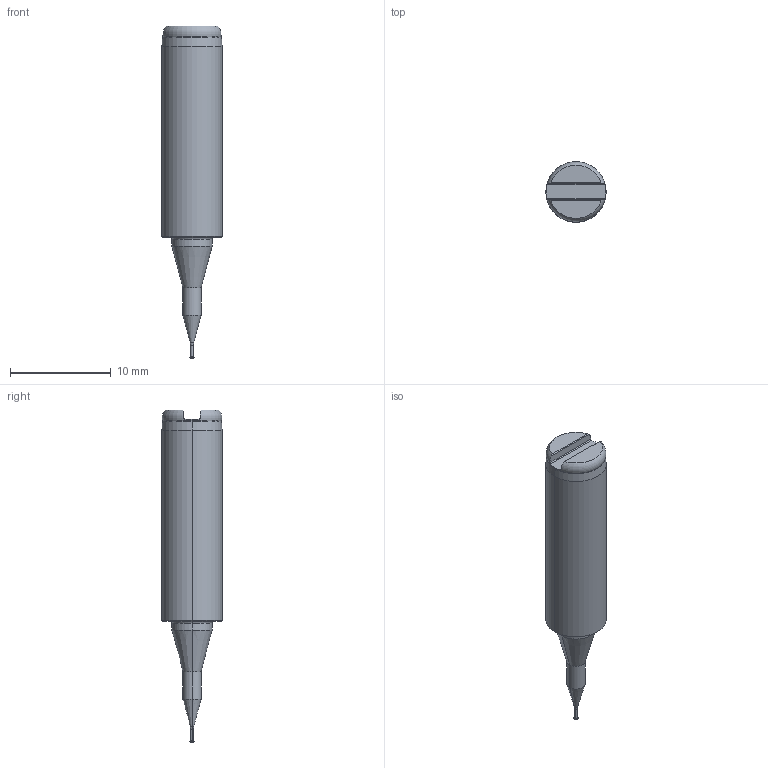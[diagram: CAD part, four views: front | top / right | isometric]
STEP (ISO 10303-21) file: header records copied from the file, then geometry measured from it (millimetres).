
FILE_DESCRIPTION (( 'STEP AP203' ), '1' );
FILE_NAME ('336545.step', '2024-01-29T12:46:58', ( '' ), ( '' ), 'SwSTEP 2.0', 'SolidWorks 2022', '' );
FILE_SCHEMA (( 'CONFIG_CONTROL_DESIGN' ));
Length unit declared in the file: millimetre
Products named in the file (1): 336545
Bounding box: 6 x 6 x 33 mm (x, y, z)
Volume: 632.5 mm3; surface area: 515.6 mm2
Topology: 1 solids, 1 shells, 43 faces, 92 edges, 52 vertices
Faces by surface type: cone 12, cylinder 12, torus 10, plane 9
Entity records: 1297 total; most frequent: CARTESIAN_POINT 280, DIRECTION 218, ORIENTED_EDGE 184, AXIS2_PLACEMENT_3D 94, EDGE_CURVE 92, VERTEX_POINT 52, CIRCLE 50, EDGE_LOOP 44
